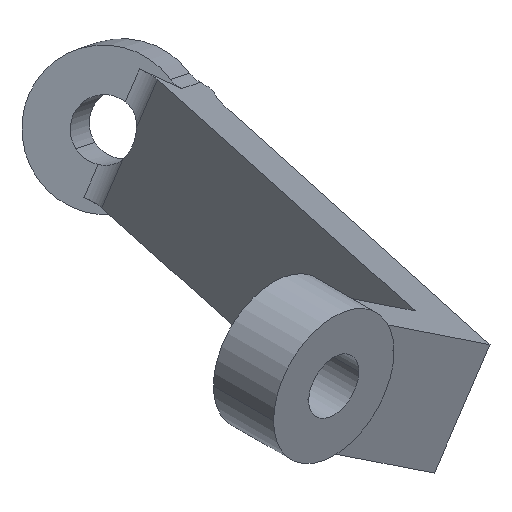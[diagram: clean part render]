
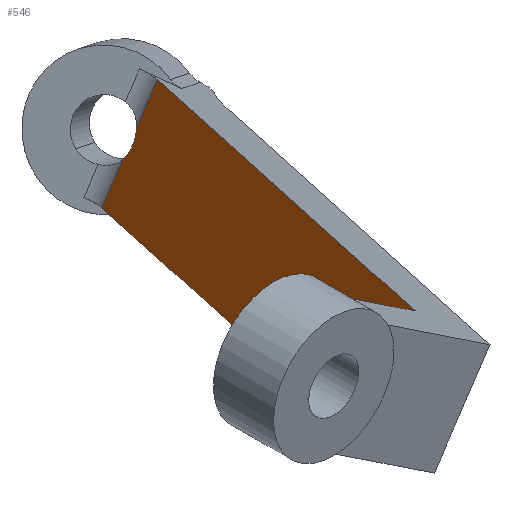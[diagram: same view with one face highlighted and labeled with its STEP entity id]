
A CAD part, isometric view. The second image highlights one B-rep face of the part: STEP entity #546.
In plain terms, the highlighted planar face has unit normal (-0.73, 0.48, 0.487).
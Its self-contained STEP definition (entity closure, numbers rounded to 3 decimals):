
#47=DIRECTION('',(0.399,0.877,-0.266));
#48=VECTOR('',#47,26.843);
#49=CARTESIAN_POINT('',(6.802,-15.447,64.92));
#50=LINE('',#49,#48);
#67=DIRECTION('',(-0.555,0.,-0.832));
#68=VECTOR('',#67,1.883);
#69=CARTESIAN_POINT('',(15.787,8.106,55.184));
#70=LINE('',#69,#68);
#71=DIRECTION('',(-0.555,0.,-0.832));
#72=VECTOR('',#71,1.883);
#73=CARTESIAN_POINT('',(17.516,8.106,57.777));
#74=LINE('',#73,#72);
#75=DIRECTION('',(0.555,0.,0.832));
#76=VECTOR('',#75,5.);
#77=CARTESIAN_POINT('',(4.029,-15.447,60.759));
#78=LINE('',#77,#76);
#79=DIRECTION('',(0.399,0.877,-0.266));
#80=VECTOR('',#79,26.843);
#81=CARTESIAN_POINT('',(4.029,-15.447,60.759));
#82=LINE('',#81,#80);
#328=CARTESIAN_POINT('',(16.471,8.106,56.21));
#329=CARTESIAN_POINT('',(16.277,7.931,56.092));
#330=CARTESIAN_POINT('',(15.986,7.792,55.792));
#331=CARTESIAN_POINT('',(15.821,7.931,55.408));
#332=CARTESIAN_POINT('',(15.787,8.106,55.184));
#389=CARTESIAN_POINT('',(4.029,-15.447,60.759));
#390=CARTESIAN_POINT('',(6.802,-15.447,64.92));
#391=VERTEX_POINT('',#389);
#392=VERTEX_POINT('',#390);
#411=CARTESIAN_POINT('',(15.787,8.106,55.184));
#412=CARTESIAN_POINT('',(14.742,8.106,53.617));
#413=VERTEX_POINT('',#411);
#414=VERTEX_POINT('',#412);
#419=CARTESIAN_POINT('',(17.516,8.106,57.777));
#420=CARTESIAN_POINT('',(16.471,8.106,56.21));
#421=VERTEX_POINT('',#419);
#422=VERTEX_POINT('',#420);
#528=CARTESIAN_POINT('',(3.733,-16.097,60.957));
#529=DIRECTION('',(-0.73,0.48,0.487));
#530=DIRECTION('',(0.555,0.,0.832));
#531=AXIS2_PLACEMENT_3D('',#528,#529,#530);
#532=PLANE('',#531);
#534=ORIENTED_EDGE('',*,*,#533,.F.);
#536=ORIENTED_EDGE('',*,*,#535,.F.);
#538=ORIENTED_EDGE('',*,*,#537,.F.);
#539=ORIENTED_EDGE('',*,*,#507,.F.);
#541=ORIENTED_EDGE('',*,*,#540,.F.);
#543=ORIENTED_EDGE('',*,*,#542,.T.);
#544=EDGE_LOOP('',(#534,#536,#538,#539,#541,#543));
#545=FACE_OUTER_BOUND('',#544,.F.);
#546=ADVANCED_FACE('',(#545),#532,.T.);
#333=B_SPLINE_CURVE_WITH_KNOTS('',3,(#328,#329,#330,#331,#332),.UNSPECIFIED.,
.F.,.F.,(4,1,4),(0.,0.5,1.),.UNSPECIFIED.);
#507=EDGE_CURVE('',#392,#421,#50,.T.);
#533=EDGE_CURVE('',#413,#414,#70,.T.);
#535=EDGE_CURVE('',#422,#413,#333,.T.);
#537=EDGE_CURVE('',#421,#422,#74,.T.);
#540=EDGE_CURVE('',#391,#392,#78,.T.);
#542=EDGE_CURVE('',#391,#414,#82,.T.);
